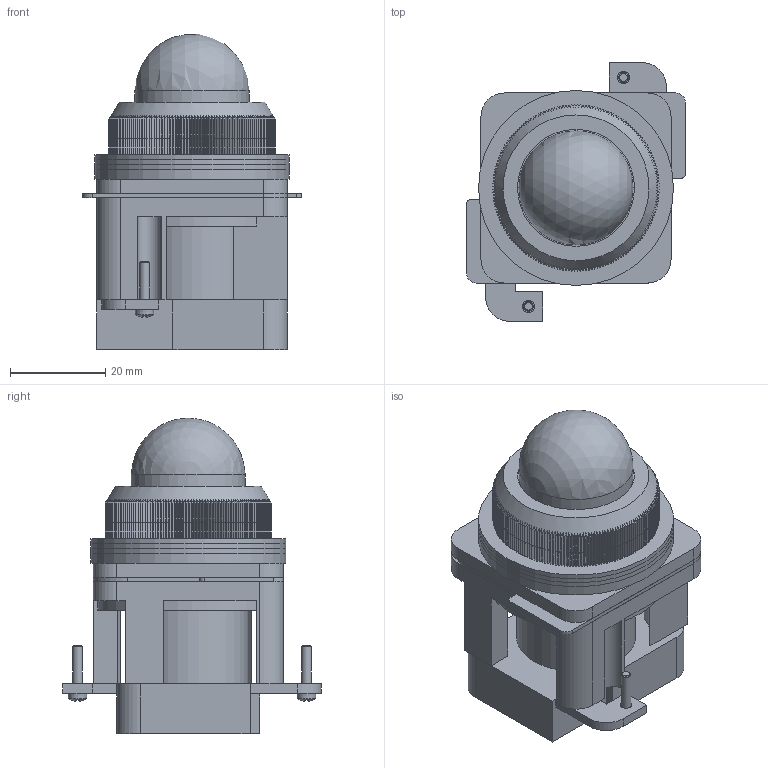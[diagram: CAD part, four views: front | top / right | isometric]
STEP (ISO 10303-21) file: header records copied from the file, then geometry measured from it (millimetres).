
FILE_DESCRIPTION((''),'2;1');
FILE_NAME('PLBx-xxx.stp','2007-11-20T17:26:59',('Philipp'),(''),'Autodesk Inventor 2008','Autodesk Inventor 2008','');
FILE_SCHEMA(('AUTOMOTIVE_DESIGN { 1 0 10303 214 1 1 1 1 }'));
Length unit declared in the file: millimetre
Products named in the file (12): PLBx-xxx; bronze_base; gasket; plastic_standoff; foot; rubber_gasket_3mm; rubber_gasket_1mm; washer_screw; DIN 7985 (H) M2x10-H; DIN EN ISO 7045 H M3.5 x 30 - 4.8 - H; cap; cover
Assembly tree (15 placements, depth 2):
  PLBx-xxx
    bronze_base
    gasket
    plastic_standoff
    foot
    rubber_gasket_3mm
    rubber_gasket_1mm  x3
    washer_screw
    DIN 7985 (H) M2x10-H  x2
    DIN EN ISO 7045 H M3.5 x 30 - 4.8 - H  x2
    cap
    cover
Bounding box: 46 x 54.41 x 66.34 mm (x, y, z)
Volume: 43680 mm3; surface area: 34800.7 mm2
Topology: 15 solids, 15 shells, 1771 faces, 5176 edges, 3442 vertices
Faces by surface type: plane 885, cylinder 436, torus 379, cone 57, bspline 9, sphere 5
Full cylindrical faces by diameter (mm): 1.8 x2, 2 x2, 2.5 x2, 3.175 x2, 3.5 x8, 22 x1, 24 x1, 24.5 x1, 24.6 x1, 25 x1, 26 x1, 28 x1, 30 x3, 30.5 x4, 31 x1, 31.75 x1, 41 x4
Entity records: 61759 total; most frequent: CARTESIAN_POINT 17796, ORIENTED_EDGE 9854, DIRECTION 8516, EDGE_CURVE 4927, VERTEX_POINT 3309, AXIS2_PLACEMENT_3D 3023, VECTOR 2470, LINE 2470
